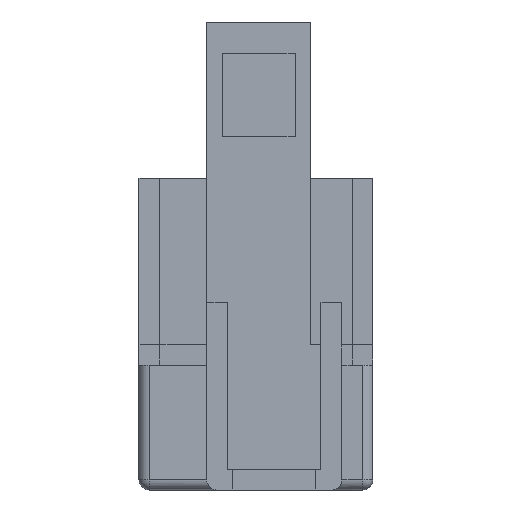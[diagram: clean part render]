
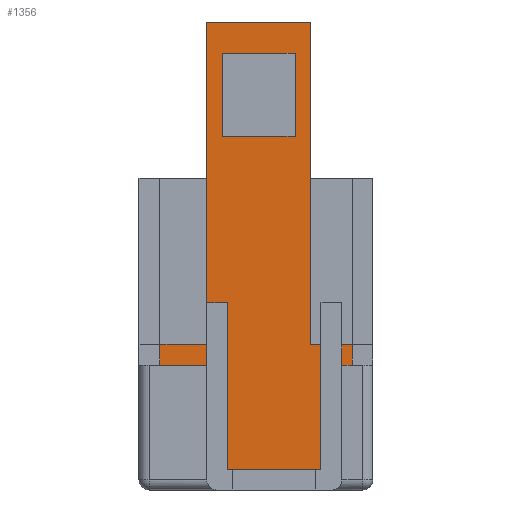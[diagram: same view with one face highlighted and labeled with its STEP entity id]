
A CAD part, front view. The second image highlights one B-rep face of the part: STEP entity #1356.
In plain terms, the highlighted planar face has unit normal (0, -1, 0).
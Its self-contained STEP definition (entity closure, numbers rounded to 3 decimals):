
#15=FACE_BOUND('',#212,.T.);
#59=PLANE('',#1468);
#137=FACE_OUTER_BOUND('',#211,.T.);
#211=EDGE_LOOP('',(#1193,#1194,#1195,#1196,#1197,#1198,#1199,#1200,#1201,
#1202,#1203,#1204));
#212=EDGE_LOOP('',(#1205,#1206,#1207,#1208));
#297=LINE('',#2004,#465);
#314=LINE('',#2038,#482);
#315=LINE('',#2042,#483);
#323=LINE('',#2057,#491);
#325=LINE('',#2061,#493);
#372=LINE('',#2154,#540);
#379=LINE('',#2171,#547);
#385=LINE('',#2182,#553);
#386=LINE('',#2186,#554);
#391=LINE('',#2194,#559);
#392=LINE('',#2196,#560);
#393=LINE('',#2198,#561);
#394=LINE('',#2199,#562);
#395=LINE('',#2200,#563);
#396=LINE('',#2201,#564);
#397=LINE('',#2202,#565);
#465=VECTOR('',#1617,10.);
#482=VECTOR('',#1644,10.);
#483=VECTOR('',#1647,10.);
#491=VECTOR('',#1659,10.);
#493=VECTOR('',#1663,10.);
#540=VECTOR('',#1748,10.);
#547=VECTOR('',#1765,10.);
#553=VECTOR('',#1775,10.);
#554=VECTOR('',#1778,10.);
#559=VECTOR('',#1785,10.);
#560=VECTOR('',#1788,10.);
#561=VECTOR('',#1789,10.);
#562=VECTOR('',#1790,10.);
#563=VECTOR('',#1791,10.);
#564=VECTOR('',#1792,10.);
#565=VECTOR('',#1793,10.);
#637=VERTEX_POINT('',#2001);
#638=VERTEX_POINT('',#2003);
#647=VERTEX_POINT('',#2031);
#650=VERTEX_POINT('',#2036);
#651=VERTEX_POINT('',#2040);
#652=VERTEX_POINT('',#2041);
#657=VERTEX_POINT('',#2055);
#658=VERTEX_POINT('',#2059);
#685=VERTEX_POINT('',#2152);
#689=VERTEX_POINT('',#2168);
#690=VERTEX_POINT('',#2170);
#693=VERTEX_POINT('',#2180);
#694=VERTEX_POINT('',#2184);
#695=VERTEX_POINT('',#2185);
#697=VERTEX_POINT('',#2192);
#698=VERTEX_POINT('',#2197);
#780=EDGE_CURVE('',#637,#638,#297,.T.);
#797=EDGE_CURVE('',#650,#647,#314,.T.);
#798=EDGE_CURVE('',#651,#652,#315,.T.);
#806=EDGE_CURVE('',#657,#647,#323,.T.);
#808=EDGE_CURVE('',#658,#650,#325,.T.);
#855=EDGE_CURVE('',#685,#637,#372,.T.);
#862=EDGE_CURVE('',#689,#690,#379,.T.);
#868=EDGE_CURVE('',#693,#689,#385,.T.);
#869=EDGE_CURVE('',#694,#695,#386,.T.);
#874=EDGE_CURVE('',#697,#694,#391,.T.);
#875=EDGE_CURVE('',#690,#651,#392,.T.);
#876=EDGE_CURVE('',#698,#693,#393,.T.);
#877=EDGE_CURVE('',#698,#638,#394,.T.);
#878=EDGE_CURVE('',#695,#685,#395,.T.);
#879=EDGE_CURVE('',#697,#652,#396,.T.);
#880=EDGE_CURVE('',#657,#658,#397,.T.);
#1193=ORIENTED_EDGE('',*,*,#875,.F.);
#1194=ORIENTED_EDGE('',*,*,#862,.F.);
#1195=ORIENTED_EDGE('',*,*,#868,.F.);
#1196=ORIENTED_EDGE('',*,*,#876,.F.);
#1197=ORIENTED_EDGE('',*,*,#877,.T.);
#1198=ORIENTED_EDGE('',*,*,#780,.F.);
#1199=ORIENTED_EDGE('',*,*,#855,.F.);
#1200=ORIENTED_EDGE('',*,*,#878,.F.);
#1201=ORIENTED_EDGE('',*,*,#869,.F.);
#1202=ORIENTED_EDGE('',*,*,#874,.F.);
#1203=ORIENTED_EDGE('',*,*,#879,.T.);
#1204=ORIENTED_EDGE('',*,*,#798,.F.);
#1205=ORIENTED_EDGE('',*,*,#797,.F.);
#1206=ORIENTED_EDGE('',*,*,#808,.F.);
#1207=ORIENTED_EDGE('',*,*,#880,.F.);
#1208=ORIENTED_EDGE('',*,*,#806,.T.);
#1356=ADVANCED_FACE('',(#137,#15),#59,.T.);
#1468=AXIS2_PLACEMENT_3D('',#2195,#1786,#1787);
#1617=DIRECTION('',(-1.,0.,0.));
#1644=DIRECTION('',(-1.,0.,0.));
#1647=DIRECTION('',(1.,0.,0.));
#1659=DIRECTION('',(0.,0.,1.));
#1663=DIRECTION('',(0.,0.,1.));
#1748=DIRECTION('',(0.,0.,1.));
#1765=DIRECTION('',(1.,0.,0.));
#1775=DIRECTION('',(0.,0.,1.));
#1778=DIRECTION('',(0.,0.,-1.));
#1785=DIRECTION('',(1.,0.,0.));
#1786=DIRECTION('center_axis',(0.,-1.,0.));
#1787=DIRECTION('ref_axis',(1.,0.,0.));
#1788=DIRECTION('',(0.,0.,1.));
#1789=DIRECTION('',(-1.,0.,0.));
#1790=DIRECTION('',(0.,0.,1.));
#1791=DIRECTION('',(-1.,0.,0.));
#1792=DIRECTION('',(0.,0.,1.));
#1793=DIRECTION('',(1.,0.,0.));
#2001=CARTESIAN_POINT('',(2.,170.5,12.));
#2003=CARTESIAN_POINT('',(0.,170.5,12.));
#2004=CARTESIAN_POINT('',(0.,170.5,12.));
#2031=CARTESIAN_POINT('',(1.5,170.5,42.));
#2036=CARTESIAN_POINT('',(8.5,170.5,42.));
#2038=CARTESIAN_POINT('',(10.,170.5,42.));
#2040=CARTESIAN_POINT('',(0.,170.5,45.));
#2041=CARTESIAN_POINT('',(10.,170.5,45.));
#2042=CARTESIAN_POINT('',(10.,170.5,45.));
#2055=CARTESIAN_POINT('',(1.5,170.5,34.));
#2057=CARTESIAN_POINT('',(1.5,170.5,34.));
#2059=CARTESIAN_POINT('',(8.5,170.5,34.));
#2061=CARTESIAN_POINT('',(8.5,170.5,34.));
#2152=CARTESIAN_POINT('',(2.,170.5,2.));
#2154=CARTESIAN_POINT('',(2.,170.5,2.));
#2168=CARTESIAN_POINT('',(-4.5,170.5,14.));
#2170=CARTESIAN_POINT('',(0.,170.5,14.));
#2171=CARTESIAN_POINT('',(0.,170.5,14.));
#2180=CARTESIAN_POINT('',(-4.5,170.5,2.));
#2182=CARTESIAN_POINT('',(-4.5,170.5,2.));
#2184=CARTESIAN_POINT('',(13.992,170.5,14.));
#2185=CARTESIAN_POINT('',(13.992,170.5,2.));
#2186=CARTESIAN_POINT('',(13.992,170.5,2.));
#2192=CARTESIAN_POINT('',(10.,170.5,14.));
#2194=CARTESIAN_POINT('',(10.,170.5,14.));
#2195=CARTESIAN_POINT('Origin',(10.,170.5,2.));
#2196=CARTESIAN_POINT('',(0.,170.5,2.));
#2197=CARTESIAN_POINT('',(0.,170.5,2.));
#2198=CARTESIAN_POINT('',(0.121,170.5,2.));
#2199=CARTESIAN_POINT('',(0.,170.5,2.));
#2200=CARTESIAN_POINT('',(7.371,170.5,2.));
#2201=CARTESIAN_POINT('',(10.,170.5,2.));
#2202=CARTESIAN_POINT('',(10.,170.5,34.));
